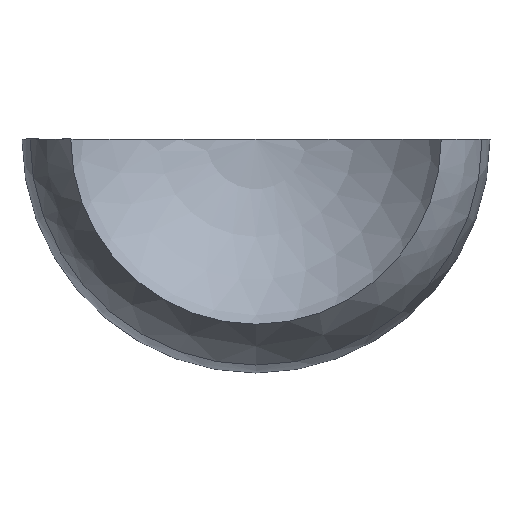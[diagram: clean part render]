
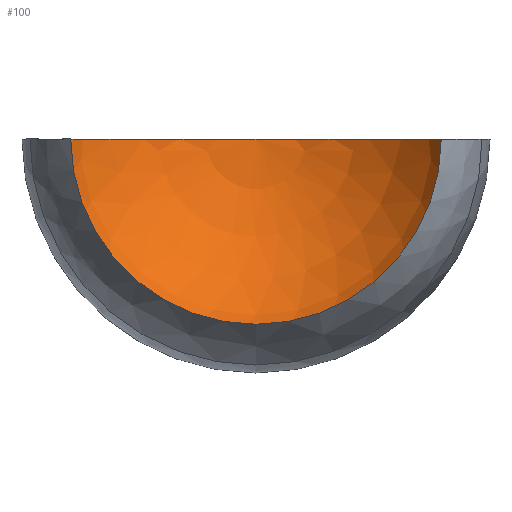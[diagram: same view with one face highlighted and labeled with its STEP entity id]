
A CAD part, left-side view. The second image highlights one B-rep face of the part: STEP entity #100.
In plain terms, the highlighted spherical face has radius 10.6 mm.
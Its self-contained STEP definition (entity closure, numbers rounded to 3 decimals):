
#10 = CARTESIAN_POINT ( 'NONE',  ( 0., -10.6, 0. ) ) ;
#21 = CIRCLE ( 'NONE', #243, 10.6 ) ;
#25 = DIRECTION ( 'NONE',  ( 0., 1., 0. ) ) ;
#35 = ORIENTED_EDGE ( 'NONE', *, *, #92, .F. ) ;
#62 = CARTESIAN_POINT ( 'NONE',  ( 0., 0., 0. ) ) ;
#79 = DIRECTION ( 'NONE',  ( 0., 0., 1. ) ) ;
#92 = EDGE_CURVE ( 'NONE', #507, #300, #142, .T. ) ;
#99 = SPHERICAL_SURFACE ( 'NONE', #175, 10.6 ) ;
#100 = ADVANCED_FACE ( 'NONE', ( #294 ), #99, .F. ) ;
#103 = CARTESIAN_POINT ( 'NONE',  ( 0., 0., 0. ) ) ;
#142 = CIRCLE ( 'NONE', #486, 10.6 ) ;
#156 = CARTESIAN_POINT ( 'NONE',  ( 0., 0., 0. ) ) ;
#175 = AXIS2_PLACEMENT_3D ( 'NONE', #103, #336, #25 ) ;
#183 = CARTESIAN_POINT ( 'NONE',  ( 0., 0., 0. ) ) ;
#223 = DIRECTION ( 'NONE',  ( -1., 0., 0. ) ) ;
#232 = ORIENTED_EDGE ( 'NONE', *, *, #286, .T. ) ;
#243 = AXIS2_PLACEMENT_3D ( 'NONE', #156, #223, #340 ) ;
#286 = EDGE_CURVE ( 'NONE', #507, #393, #351, .T. ) ;
#294 = FACE_OUTER_BOUND ( 'NONE', #384, .T. ) ;
#300 = VERTEX_POINT ( 'NONE', #419 ) ;
#312 = EDGE_CURVE ( 'NONE', #393, #300, #21, .T. ) ;
#336 = DIRECTION ( 'NONE',  ( 1., 0., 0. ) ) ;
#340 = DIRECTION ( 'NONE',  ( 0., 0., 1. ) ) ;
#351 = CIRCLE ( 'NONE', #409, 10.6 ) ;
#374 = DIRECTION ( 'NONE',  ( 0., 1., 0. ) ) ;
#384 = EDGE_LOOP ( 'NONE', ( #35, #232, #439 ) ) ;
#393 = VERTEX_POINT ( 'NONE', #462 ) ;
#409 = AXIS2_PLACEMENT_3D ( 'NONE', #62, #79, #425 ) ;
#417 = DIRECTION ( 'NONE',  ( 1., 0., 0. ) ) ;
#419 = CARTESIAN_POINT ( 'NONE',  ( 0., 0., -10.6 ) ) ;
#425 = DIRECTION ( 'NONE',  ( 1., 0., 0. ) ) ;
#439 = ORIENTED_EDGE ( 'NONE', *, *, #312, .T. ) ;
#462 = CARTESIAN_POINT ( 'NONE',  ( 0., 10.6, 0. ) ) ;
#486 = AXIS2_PLACEMENT_3D ( 'NONE', #183, #417, #374 ) ;
#507 = VERTEX_POINT ( 'NONE', #10 ) ;
